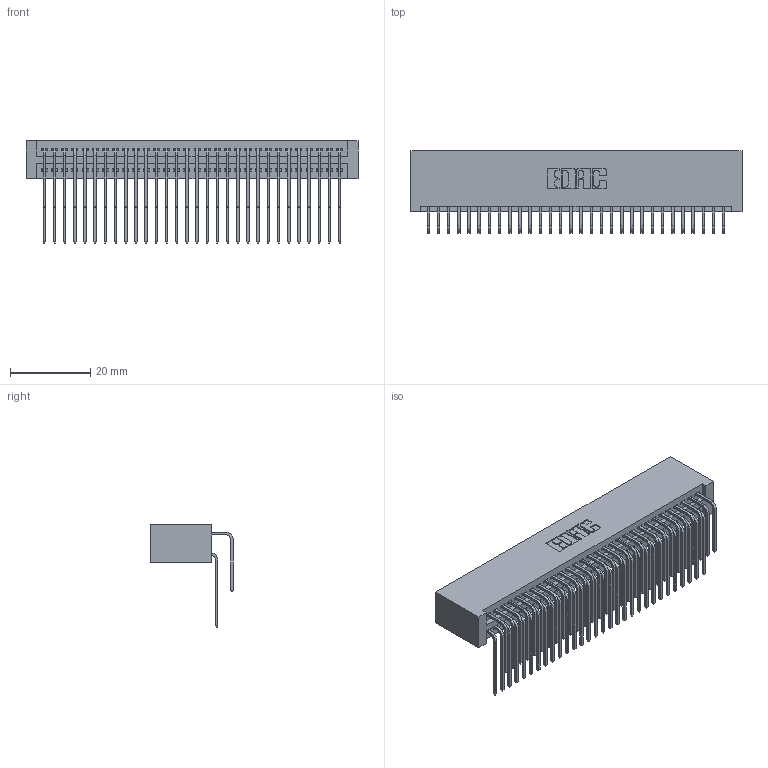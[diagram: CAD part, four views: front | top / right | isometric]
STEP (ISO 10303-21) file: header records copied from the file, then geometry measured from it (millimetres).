
FILE_DESCRIPTION (( 'STEP AP203' ), '1' );
FILE_NAME ('395-060-559-201.STEP', '2019-10-23T15:00:19', ( '' ), ( '' ), 'SwSTEP 2.0', 'SolidWorks 2016', '' );
FILE_SCHEMA (( 'CONFIG_CONTROL_DESIGN' ));
Length unit declared in the file: inch
Products named in the file (4): 345 Part_No Mounting Lugs; 345-292-001_558 559 Tail - 1; 345-292-001_559 Tail - 2; 395-060-559-201
Assembly tree (61 placements, depth 2):
  395-060-559-201
    345 Part_No Mounting Lugs
    345-292-001_558 559 Tail - 1  x30
    345-292-001_559 Tail - 2  x30
Bounding box: 82.8 x 20.56 x 25.53 mm (x, y, z)
Volume: 8894.3 mm3; surface area: 14845.7 mm2
Topology: 61 solids, 61 shells, 3238 faces, 9617 edges, 6330 vertices
Faces by surface type: plane 2176, cylinder 1062
Entity records: 26529 total; most frequent: CARTESIAN_POINT 4503, ORIENTED_EDGE 4386, DIRECTION 3953, EDGE_CURVE 2193, VECTOR 1909, LINE 1909, VERTEX_POINT 1458, AXIS2_PLACEMENT_3D 1022
